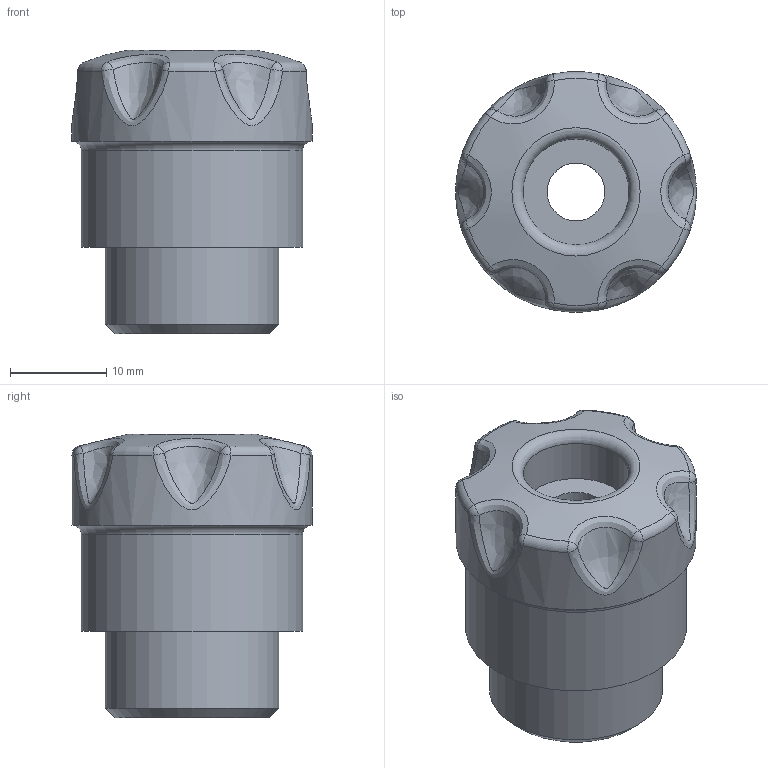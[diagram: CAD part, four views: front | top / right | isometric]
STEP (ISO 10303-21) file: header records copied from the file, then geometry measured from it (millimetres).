
FILE_DESCRIPTION((''),'2;1');
FILE_NAME('ZEI_ART_3DSTP_01104.stp','2013-06-27T14:54:18',('Alois Weiner'),(''),'Autodesk Inventor 2013','Autodesk Inventor 2013','');
FILE_SCHEMA(('AUTOMOTIVE_DESIGN { 1 0 10303 214 1 1 1 1 }'));
Length unit declared in the file: millimetre
Products named in the file (1): 01104000
Bounding box: 25 x 25 x 29.46 mm (x, y, z)
Volume: 6359.5 mm3; surface area: 5011.2 mm2
Topology: 1 solids, 1 shells, 51 faces, 99 edges, 52 vertices
Faces by surface type: bspline 18, sphere 13, torus 8, cylinder 7, plane 4, cone 1
Full cylindrical faces by diameter (mm): 6 x1, 11 x1, 16 x1, 18 x1, 19 x1, 23 x1, 25 x1
Entity records: 2257 total; most frequent: CARTESIAN_POINT 1307, DIRECTION 192, ORIENTED_EDGE 172, AXIS2_PLACEMENT_3D 96, EDGE_CURVE 86, EDGE_LOOP 66, CIRCLE 62, FACE_OUTER_BOUND 51
